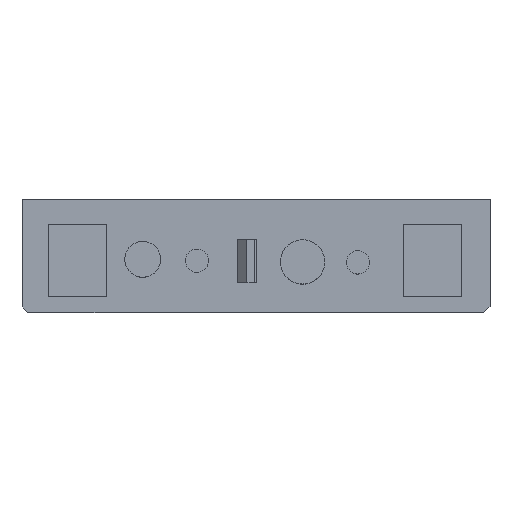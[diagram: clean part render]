
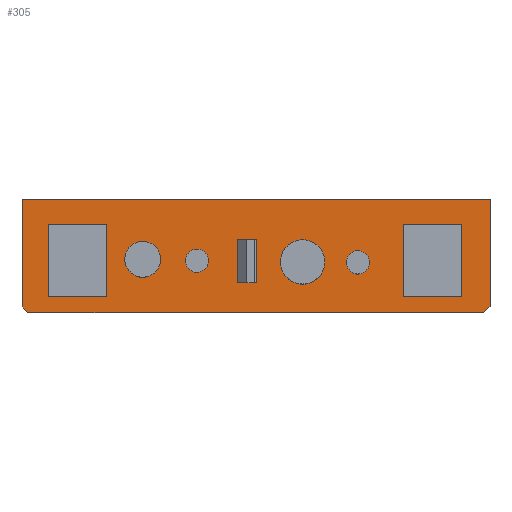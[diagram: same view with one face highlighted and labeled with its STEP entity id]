
A CAD part, top view. The second image highlights one B-rep face of the part: STEP entity #305.
In plain terms, the highlighted planar face has unit normal (0, 0, 1).
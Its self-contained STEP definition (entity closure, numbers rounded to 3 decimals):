
#80 = VERTEX_POINT('',#81);
#81 = CARTESIAN_POINT('',(1.397,-26.797,0.411));
#87 = EDGE_CURVE('',#80,#88,#90,.T.);
#88 = VERTEX_POINT('',#89);
#89 = CARTESIAN_POINT('',(0.,-25.4,0.411));
#90 = LINE('',#91,#92);
#91 = CARTESIAN_POINT('',(1.397,-26.797,0.411));
#92 = VECTOR('',#93,1.);
#93 = DIRECTION('',(-0.707,0.707,0.));
#118 = EDGE_CURVE('',#88,#119,#121,.T.);
#119 = VERTEX_POINT('',#120);
#120 = CARTESIAN_POINT('',(0.,0.,0.411));
#121 = LINE('',#122,#123);
#122 = CARTESIAN_POINT('',(0.,-25.4,0.411));
#123 = VECTOR('',#124,1.);
#124 = DIRECTION('',(0.,1.,0.));
#149 = EDGE_CURVE('',#119,#150,#152,.T.);
#150 = VERTEX_POINT('',#151);
#151 = CARTESIAN_POINT('',(110.617,0.,0.411));
#152 = LINE('',#153,#154);
#153 = CARTESIAN_POINT('',(0.,0.,0.411));
#154 = VECTOR('',#155,1.);
#155 = DIRECTION('',(1.,0.,0.));
#180 = EDGE_CURVE('',#150,#181,#183,.T.);
#181 = VERTEX_POINT('',#182);
#182 = CARTESIAN_POINT('',(110.744,0.127,0.411));
#183 = LINE('',#184,#185);
#184 = CARTESIAN_POINT('',(110.617,0.,0.411));
#185 = VECTOR('',#186,1.);
#186 = DIRECTION('',(0.707,0.707,0.));
#211 = EDGE_CURVE('',#181,#212,#214,.T.);
#212 = VERTEX_POINT('',#213);
#213 = CARTESIAN_POINT('',(110.744,-25.273,0.411));
#214 = LINE('',#215,#216);
#215 = CARTESIAN_POINT('',(110.744,0.127,0.411));
#216 = VECTOR('',#217,1.);
#217 = DIRECTION('',(0.,-1.,0.));
#242 = EDGE_CURVE('',#212,#243,#245,.T.);
#243 = VERTEX_POINT('',#244);
#244 = CARTESIAN_POINT('',(109.22,-26.797,0.411));
#245 = LINE('',#246,#247);
#246 = CARTESIAN_POINT('',(110.744,-25.273,0.411));
#247 = VECTOR('',#248,1.);
#248 = DIRECTION('',(-0.707,-0.707,0.));
#273 = EDGE_CURVE('',#243,#80,#274,.T.);
#274 = LINE('',#275,#276);
#275 = CARTESIAN_POINT('',(109.22,-26.797,0.411));
#276 = VECTOR('',#277,1.);
#277 = DIRECTION('',(-1.,0.,0.));
#305 = ADVANCED_FACE('',(#306),#315,.F.);
#306 = FACE_BOUND('',#307,.F.);
#307 = EDGE_LOOP('',(#308,#309,#310,#311,#312,#313,#314));
#308 = ORIENTED_EDGE('',*,*,#87,.T.);
#309 = ORIENTED_EDGE('',*,*,#118,.T.);
#310 = ORIENTED_EDGE('',*,*,#149,.T.);
#311 = ORIENTED_EDGE('',*,*,#180,.T.);
#312 = ORIENTED_EDGE('',*,*,#211,.T.);
#313 = ORIENTED_EDGE('',*,*,#242,.T.);
#314 = ORIENTED_EDGE('',*,*,#273,.T.);
#315 = PLANE('',#316);
#316 = AXIS2_PLACEMENT_3D('',#317,#318,#319);
#317 = CARTESIAN_POINT('',(55.393,-13.303,0.411));
#318 = DIRECTION('',(-0.,-0.,-1.));
#319 = DIRECTION('',(-1.,0.,0.));
